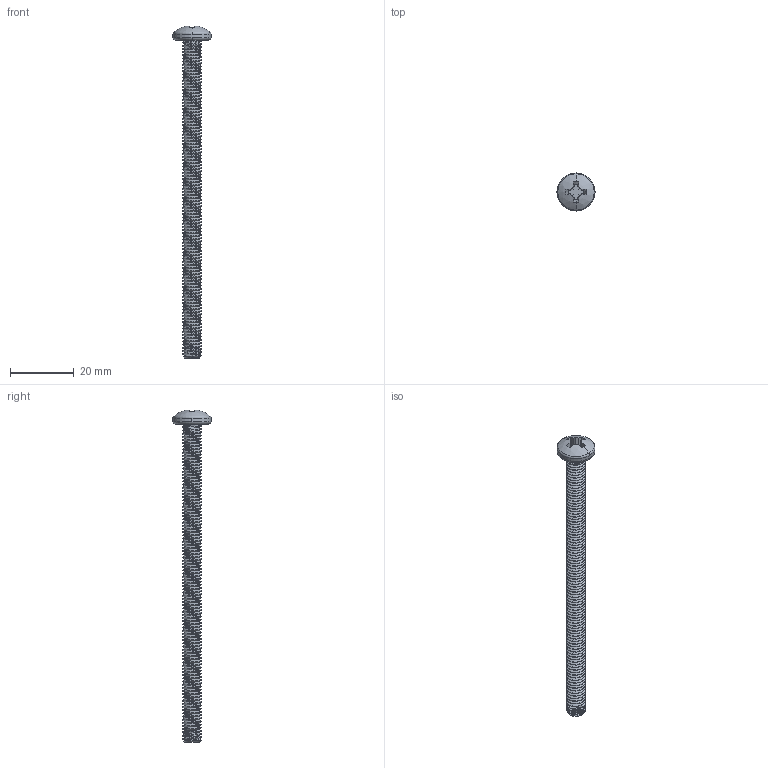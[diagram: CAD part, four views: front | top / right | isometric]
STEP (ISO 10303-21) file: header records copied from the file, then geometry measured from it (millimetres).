
FILE_DESCRIPTION (( 'STEP AP203' ), '1' );
FILE_NAME ('92005A460.step', '2016-01-18T16:55:28', ( '' ), ( '' ), 'SwSTEP 2.0', 'SolidWorks 2013', '' );
FILE_SCHEMA (( 'CONFIG_CONTROL_DESIGN' ));
Length unit declared in the file: millimetre
Products named in the file (1): 92005A460
Bounding box: 12 x 12 x 104.45 mm (x, y, z)
Volume: 2595.5 mm3; surface area: 3314.2 mm2
Topology: 1 solids, 1 shells, 540 faces, 1606 edges, 1069 vertices
Faces by surface type: cylinder 503, plane 19, cone 9, torus 4, bspline 3, sphere 2
Entity records: 25856 total; most frequent: CARTESIAN_POINT 14278, ORIENTED_EDGE 3212, DIRECTION 1720, EDGE_CURVE 1606, VERTEX_POINT 1069, AXIS2_PLACEMENT_3D 593, EDGE_LOOP 541, FACE_OUTER_BOUND 540
